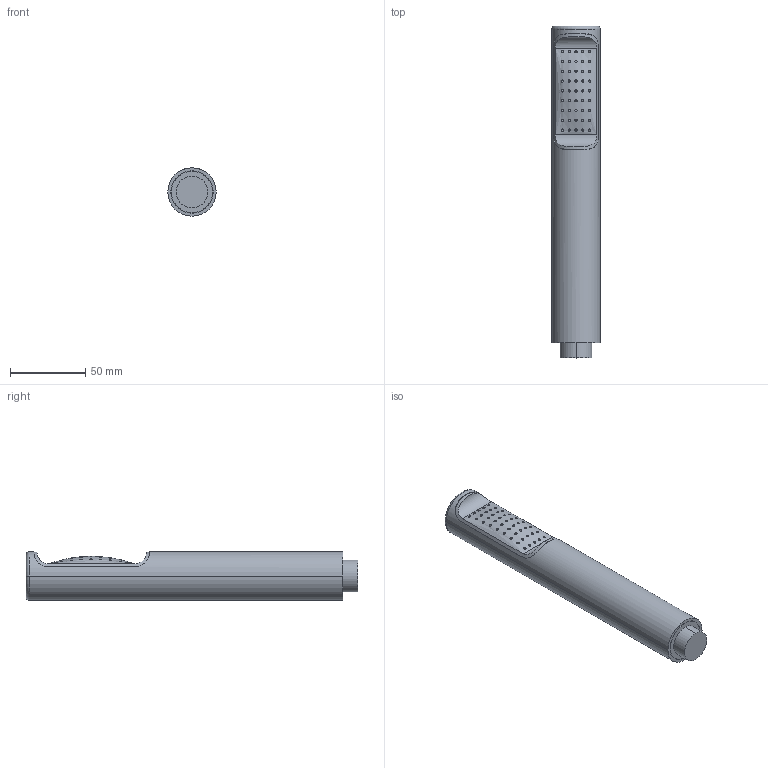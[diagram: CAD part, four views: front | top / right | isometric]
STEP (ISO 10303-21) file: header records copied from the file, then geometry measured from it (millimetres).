
FILE_DESCRIPTION((''),'2;1');
FILE_NAME('ZDOC032CR','2021-11-12T08:44:13',('ut3'),('PAFFONI SpA'),'CREO PARAMETRIC BY PTC INC, 2020044','CREO PARAMETRIC BY PTC INC, 2020044','');
FILE_SCHEMA(('CONFIG_CONTROL_DESIGN','SHAPE_APPEARANCE_LAYERS_GROUPS'));
Length unit declared in the file: millimetre
Products named in the file (1): ZDOC032CR
Bounding box: 32 x 220 x 32 mm (x, y, z)
Volume: 52738.7 mm3; surface area: 44338.6 mm2
Topology: 2 solids, 2 shells, 117 faces, 326 edges, 214 vertices
Faces by surface type: cylinder 105, plane 9, torus 2, bspline 1
Entity records: 5680 total; most frequent: CARTESIAN_POINT 1706, ORIENTED_EDGE 652, DIRECTION 570, EDGE_CURVE 326, AXIS2_PLACEMENT_3D 226, VERTEX_POINT 214, EDGE_LOOP 212, VECTOR 118
